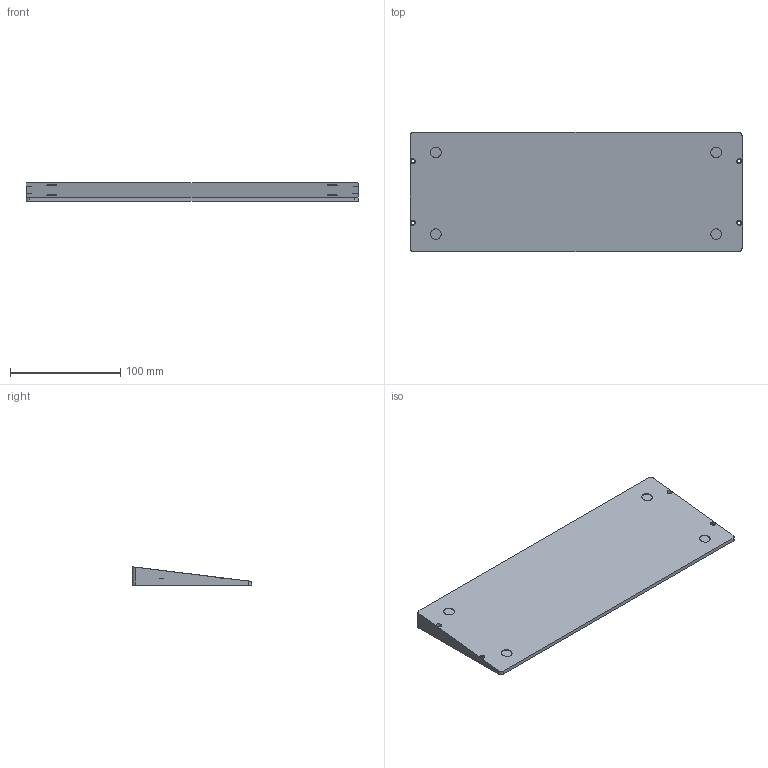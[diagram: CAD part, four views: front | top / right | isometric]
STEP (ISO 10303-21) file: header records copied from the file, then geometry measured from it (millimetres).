
FILE_DESCRIPTION(/* description */ (''),/* implementation_level */ '2;1');
FILE_NAME(/* name */ '2bc6844f-6151-49ca-9edf-d0943afd5da1.stp',/* time_stamp */ '2018-04-12T19:29:25-07:00',/* author */ (''),/* organization */ (''),/* preprocessor_version */ 'ST-DEVELOPER v16.13',/* originating_system */ 'Autodesk Translation Framework v6.5.0.72',/* authorisation */ '');
FILE_SCHEMA (('AUTOMOTIVE_DESIGN { 1 0 10303 214 3 1 1 }'));
Length unit declared in the file: inch
Products named in the file (1): Slant Case
Bounding box: 300.99 x 107.95 x 16.68 mm (x, y, z)
Volume: 326018.7 mm3; surface area: 73966.5 mm2
Topology: 1 solids, 1 shells, 44 faces, 88 edges, 60 vertices
Faces by surface type: cylinder 24, plane 20
Full cylindrical faces by diameter (mm): 2 x6, 2.946 x4, 4.496 x2, 9.601 x4
Entity records: 1236 total; most frequent: DIRECTION 232, CARTESIAN_POINT 193, ORIENTED_EDGE 176, AXIS2_PLACEMENT_3D 99, EDGE_CURVE 88, EDGE_LOOP 66, VERTEX_POINT 60, FACE_OUTER_BOUND 44
